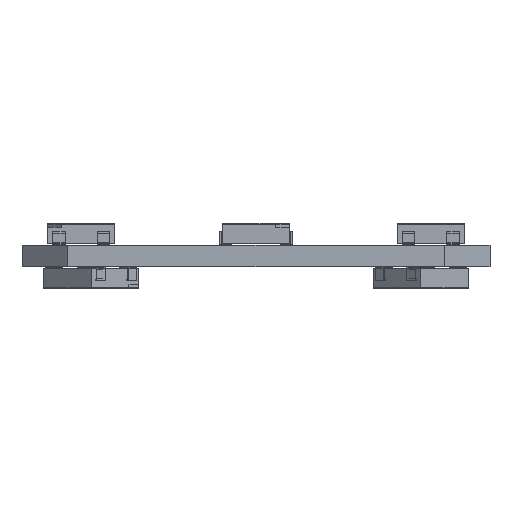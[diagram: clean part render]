
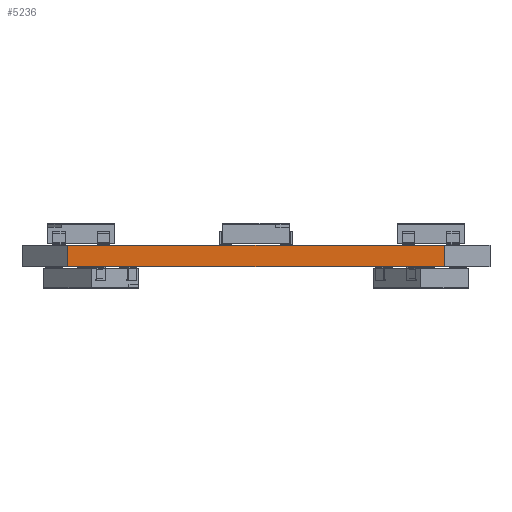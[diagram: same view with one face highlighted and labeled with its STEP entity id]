
A CAD part, front view. The second image highlights one B-rep face of the part: STEP entity #5236.
In plain terms, the highlighted planar face has unit normal (0, -1, 0).
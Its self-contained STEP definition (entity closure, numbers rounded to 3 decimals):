
#5055 = PLANE('',#5056);
#5056 = AXIS2_PLACEMENT_3D('',#5057,#5058,#5059);
#5057 = CARTESIAN_POINT('',(34.8,-31.4,0.));
#5058 = DIRECTION('',(0.707,-0.707,0.));
#5059 = DIRECTION('',(-0.707,-0.707,0.));
#5080 = VERTEX_POINT('',#5081);
#5081 = CARTESIAN_POINT('',(31.4,-34.8,1.6));
#5095 = PLANE('',#5096);
#5096 = AXIS2_PLACEMENT_3D('',#5097,#5098,#5099);
#5097 = CARTESIAN_POINT('',(17.4,-17.4,1.6));
#5098 = DIRECTION('',(-0.,-0.,-1.));
#5099 = DIRECTION('',(-1.,0.,0.));
#5107 = EDGE_CURVE('',#5108,#5080,#5110,.T.);
#5108 = VERTEX_POINT('',#5109);
#5109 = CARTESIAN_POINT('',(31.4,-34.8,0.));
#5110 = SURFACE_CURVE('',#5111,(#5115,#5122),.PCURVE_S1.);
#5111 = LINE('',#5112,#5113);
#5112 = CARTESIAN_POINT('',(31.4,-34.8,0.));
#5113 = VECTOR('',#5114,1.);
#5114 = DIRECTION('',(0.,0.,1.));
#5115 = PCURVE('',#5055,#5116);
#5116 = DEFINITIONAL_REPRESENTATION('',(#5117),#5121);
#5117 = LINE('',#5118,#5119);
#5118 = CARTESIAN_POINT('',(4.808,0.));
#5119 = VECTOR('',#5120,1.);
#5120 = DIRECTION('',(0.,-1.));
#5121 = ( GEOMETRIC_REPRESENTATION_CONTEXT(2) 
PARAMETRIC_REPRESENTATION_CONTEXT() REPRESENTATION_CONTEXT('2D SPACE',''
  ) );
#5122 = PCURVE('',#5123,#5128);
#5123 = PLANE('',#5124);
#5124 = AXIS2_PLACEMENT_3D('',#5125,#5126,#5127);
#5125 = CARTESIAN_POINT('',(31.4,-34.8,0.));
#5126 = DIRECTION('',(0.,-1.,0.));
#5127 = DIRECTION('',(-1.,0.,0.));
#5128 = DEFINITIONAL_REPRESENTATION('',(#5129),#5133);
#5129 = LINE('',#5130,#5131);
#5130 = CARTESIAN_POINT('',(0.,-0.));
#5131 = VECTOR('',#5132,1.);
#5132 = DIRECTION('',(0.,-1.));
#5133 = ( GEOMETRIC_REPRESENTATION_CONTEXT(2) 
PARAMETRIC_REPRESENTATION_CONTEXT() REPRESENTATION_CONTEXT('2D SPACE',''
  ) );
#5149 = PLANE('',#5150);
#5150 = AXIS2_PLACEMENT_3D('',#5151,#5152,#5153);
#5151 = CARTESIAN_POINT('',(17.4,-17.4,0.));
#5152 = DIRECTION('',(-0.,-0.,-1.));
#5153 = DIRECTION('',(-1.,0.,0.));
#5236 = ADVANCED_FACE('',(#5237),#5123,.T.);
#5237 = FACE_BOUND('',#5238,.T.);
#5238 = EDGE_LOOP('',(#5239,#5240,#5263,#5291));
#5239 = ORIENTED_EDGE('',*,*,#5107,.T.);
#5240 = ORIENTED_EDGE('',*,*,#5241,.T.);
#5241 = EDGE_CURVE('',#5080,#5242,#5244,.T.);
#5242 = VERTEX_POINT('',#5243);
#5243 = CARTESIAN_POINT('',(3.4,-34.8,1.6));
#5244 = SURFACE_CURVE('',#5245,(#5249,#5256),.PCURVE_S1.);
#5245 = LINE('',#5246,#5247);
#5246 = CARTESIAN_POINT('',(31.4,-34.8,1.6));
#5247 = VECTOR('',#5248,1.);
#5248 = DIRECTION('',(-1.,0.,0.));
#5249 = PCURVE('',#5123,#5250);
#5250 = DEFINITIONAL_REPRESENTATION('',(#5251),#5255);
#5251 = LINE('',#5252,#5253);
#5252 = CARTESIAN_POINT('',(0.,-1.6));
#5253 = VECTOR('',#5254,1.);
#5254 = DIRECTION('',(1.,0.));
#5255 = ( GEOMETRIC_REPRESENTATION_CONTEXT(2) 
PARAMETRIC_REPRESENTATION_CONTEXT() REPRESENTATION_CONTEXT('2D SPACE',''
  ) );
#5256 = PCURVE('',#5095,#5257);
#5257 = DEFINITIONAL_REPRESENTATION('',(#5258),#5262);
#5258 = LINE('',#5259,#5260);
#5259 = CARTESIAN_POINT('',(-14.,-17.4));
#5260 = VECTOR('',#5261,1.);
#5261 = DIRECTION('',(1.,0.));
#5262 = ( GEOMETRIC_REPRESENTATION_CONTEXT(2) 
PARAMETRIC_REPRESENTATION_CONTEXT() REPRESENTATION_CONTEXT('2D SPACE',''
  ) );
#5263 = ORIENTED_EDGE('',*,*,#5264,.F.);
#5264 = EDGE_CURVE('',#5265,#5242,#5267,.T.);
#5265 = VERTEX_POINT('',#5266);
#5266 = CARTESIAN_POINT('',(3.4,-34.8,0.));
#5267 = SURFACE_CURVE('',#5268,(#5272,#5279),.PCURVE_S1.);
#5268 = LINE('',#5269,#5270);
#5269 = CARTESIAN_POINT('',(3.4,-34.8,0.));
#5270 = VECTOR('',#5271,1.);
#5271 = DIRECTION('',(0.,0.,1.));
#5272 = PCURVE('',#5123,#5273);
#5273 = DEFINITIONAL_REPRESENTATION('',(#5274),#5278);
#5274 = LINE('',#5275,#5276);
#5275 = CARTESIAN_POINT('',(28.,0.));
#5276 = VECTOR('',#5277,1.);
#5277 = DIRECTION('',(0.,-1.));
#5278 = ( GEOMETRIC_REPRESENTATION_CONTEXT(2) 
PARAMETRIC_REPRESENTATION_CONTEXT() REPRESENTATION_CONTEXT('2D SPACE',''
  ) );
#5279 = PCURVE('',#5280,#5285);
#5280 = PLANE('',#5281);
#5281 = AXIS2_PLACEMENT_3D('',#5282,#5283,#5284);
#5282 = CARTESIAN_POINT('',(3.4,-34.8,0.));
#5283 = DIRECTION('',(-0.707,-0.707,0.));
#5284 = DIRECTION('',(-0.707,0.707,0.));
#5285 = DEFINITIONAL_REPRESENTATION('',(#5286),#5290);
#5286 = LINE('',#5287,#5288);
#5287 = CARTESIAN_POINT('',(0.,0.));
#5288 = VECTOR('',#5289,1.);
#5289 = DIRECTION('',(0.,-1.));
#5290 = ( GEOMETRIC_REPRESENTATION_CONTEXT(2) 
PARAMETRIC_REPRESENTATION_CONTEXT() REPRESENTATION_CONTEXT('2D SPACE',''
  ) );
#5291 = ORIENTED_EDGE('',*,*,#5292,.F.);
#5292 = EDGE_CURVE('',#5108,#5265,#5293,.T.);
#5293 = SURFACE_CURVE('',#5294,(#5298,#5305),.PCURVE_S1.);
#5294 = LINE('',#5295,#5296);
#5295 = CARTESIAN_POINT('',(31.4,-34.8,0.));
#5296 = VECTOR('',#5297,1.);
#5297 = DIRECTION('',(-1.,0.,0.));
#5298 = PCURVE('',#5123,#5299);
#5299 = DEFINITIONAL_REPRESENTATION('',(#5300),#5304);
#5300 = LINE('',#5301,#5302);
#5301 = CARTESIAN_POINT('',(0.,-0.));
#5302 = VECTOR('',#5303,1.);
#5303 = DIRECTION('',(1.,0.));
#5304 = ( GEOMETRIC_REPRESENTATION_CONTEXT(2) 
PARAMETRIC_REPRESENTATION_CONTEXT() REPRESENTATION_CONTEXT('2D SPACE',''
  ) );
#5305 = PCURVE('',#5149,#5306);
#5306 = DEFINITIONAL_REPRESENTATION('',(#5307),#5311);
#5307 = LINE('',#5308,#5309);
#5308 = CARTESIAN_POINT('',(-14.,-17.4));
#5309 = VECTOR('',#5310,1.);
#5310 = DIRECTION('',(1.,0.));
#5311 = ( GEOMETRIC_REPRESENTATION_CONTEXT(2) 
PARAMETRIC_REPRESENTATION_CONTEXT() REPRESENTATION_CONTEXT('2D SPACE',''
  ) );
